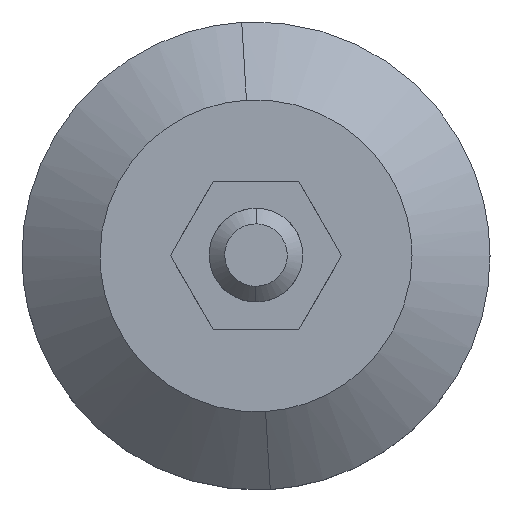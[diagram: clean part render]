
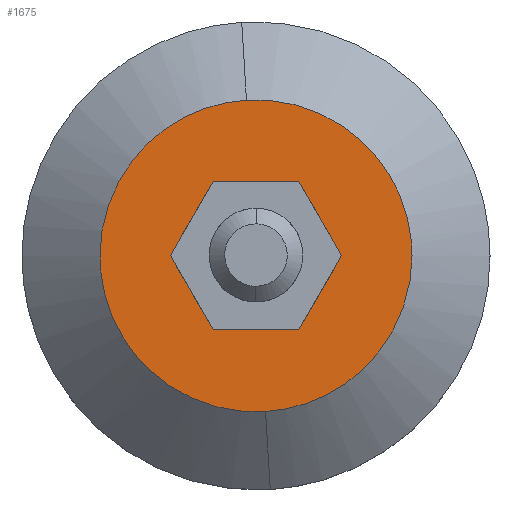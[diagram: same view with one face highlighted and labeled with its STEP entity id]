
A CAD part, top view. The second image highlights one B-rep face of the part: STEP entity #1675.
In plain terms, the highlighted free-form (B-spline) face has degree [1, 1] with [2, 2] control points.
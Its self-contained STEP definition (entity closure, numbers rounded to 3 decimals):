
#1432=CARTESIAN_POINT('',(-1.221,19.963,17.));
#1433=VERTEX_POINT('',#1432);
#1439=CARTESIAN_POINT('',(20.0,0.0,17.0));
#1440=VERTEX_POINT('',#1439);
#1441=CARTESIAN_POINT('',(-1.221,19.963,17.));
#1442=CARTESIAN_POINT('',(-0.611,20.,17.));
#1443=CARTESIAN_POINT('',(0.,20.,17.));
#1444=CARTESIAN_POINT('',(20.,20.,17.));
#1445=CARTESIAN_POINT('',(20.0,0.0,17.0));
#1453=(BOUNDED_CURVE()B_SPLINE_CURVE(2,(#1441,#1442,#1443,#1444,#1445),.UNSPECIFIED.,.F.,.U.)B_SPLINE_CURVE_WITH_KNOTS((3,2,3),(0.239,0.25,0.5),.UNSPECIFIED.)CURVE()GEOMETRIC_REPRESENTATION_ITEM()RATIONAL_B_SPLINE_CURVE((0.976,0.988,1.0,0.707,1.0))REPRESENTATION_ITEM(''));
#1454=EDGE_CURVE('',#1433,#1440,#1453,.T.);
#1456=CARTESIAN_POINT('',(1.221,-19.963,17.));
#1457=VERTEX_POINT('',#1456);
#1458=CARTESIAN_POINT('',(20.0,0.0,17.0));
#1459=CARTESIAN_POINT('',(20.,-18.814,17.));
#1460=CARTESIAN_POINT('',(1.221,-19.963,17.));
#1468=(BOUNDED_CURVE()B_SPLINE_CURVE(2,(#1458,#1459,#1460),.UNSPECIFIED.,.F.,.U.)B_SPLINE_CURVE_WITH_KNOTS((3,3),(0.5,0.739),.UNSPECIFIED.)CURVE()GEOMETRIC_REPRESENTATION_ITEM()RATIONAL_B_SPLINE_CURVE((1.0,0.72,0.976))REPRESENTATION_ITEM(''));
#1469=EDGE_CURVE('',#1440,#1457,#1468,.T.);
#1503=CARTESIAN_POINT('',(-20.0,0.0,17.0));
#1504=VERTEX_POINT('',#1503);
#1505=CARTESIAN_POINT('',(1.221,-19.963,17.));
#1506=CARTESIAN_POINT('',(0.611,-20.,17.));
#1507=CARTESIAN_POINT('',(0.,-20.,17.));
#1508=CARTESIAN_POINT('',(-20.,-20.,17.));
#1509=CARTESIAN_POINT('',(-20.0,0.0,17.0));
#1517=(BOUNDED_CURVE()B_SPLINE_CURVE(2,(#1505,#1506,#1507,#1508,#1509),.UNSPECIFIED.,.F.,.U.)B_SPLINE_CURVE_WITH_KNOTS((3,2,3),(0.739,0.75,1.0),.UNSPECIFIED.)CURVE()GEOMETRIC_REPRESENTATION_ITEM()RATIONAL_B_SPLINE_CURVE((0.976,0.988,1.0,0.707,1.0))REPRESENTATION_ITEM(''));
#1518=EDGE_CURVE('',#1457,#1504,#1517,.T.);
#1520=CARTESIAN_POINT('',(-20.0,0.0,17.0));
#1521=CARTESIAN_POINT('',(-20.,18.814,17.));
#1522=CARTESIAN_POINT('',(-1.221,19.963,17.));
#1530=(BOUNDED_CURVE()B_SPLINE_CURVE(2,(#1520,#1521,#1522),.UNSPECIFIED.,.F.,.U.)B_SPLINE_CURVE_WITH_KNOTS((3,3),(0.0,0.239),.UNSPECIFIED.)CURVE()GEOMETRIC_REPRESENTATION_ITEM()RATIONAL_B_SPLINE_CURVE((1.0,0.72,0.976))REPRESENTATION_ITEM(''));
#1531=EDGE_CURVE('',#1504,#1433,#1530,.T.);
#1556=CARTESIAN_POINT('',(0.366,-5.989,17.0));
#1557=VERTEX_POINT('',#1556);
#1563=CARTESIAN_POINT('',(6.0,0.0,17.0));
#1564=VERTEX_POINT('',#1563);
#1565=CARTESIAN_POINT('',(6.0,0.0,17.0));
#1566=CARTESIAN_POINT('',(6.,-5.644,17.));
#1567=CARTESIAN_POINT('',(0.366,-5.989,17.));
#1575=(BOUNDED_CURVE()B_SPLINE_CURVE(2,(#1565,#1566,#1567),.UNSPECIFIED.,.F.,.U.)B_SPLINE_CURVE_WITH_KNOTS((3,3),(0.5,0.739),.UNSPECIFIED.)CURVE()GEOMETRIC_REPRESENTATION_ITEM()RATIONAL_B_SPLINE_CURVE((1.0,0.72,0.976))REPRESENTATION_ITEM(''));
#1576=EDGE_CURVE('',#1564,#1557,#1575,.T.);
#1578=CARTESIAN_POINT('',(-0.366,5.989,17.0));
#1579=VERTEX_POINT('',#1578);
#1580=CARTESIAN_POINT('',(-0.366,5.989,17.));
#1581=CARTESIAN_POINT('',(-0.183,6.,17.0));
#1582=CARTESIAN_POINT('',(0.,6.,17.0));
#1583=CARTESIAN_POINT('',(6.,6.,17.));
#1584=CARTESIAN_POINT('',(6.0,0.0,17.0));
#1592=(BOUNDED_CURVE()B_SPLINE_CURVE(2,(#1580,#1581,#1582,#1583,#1584),.UNSPECIFIED.,.F.,.U.)B_SPLINE_CURVE_WITH_KNOTS((3,2,3),(0.239,0.25,0.5),.UNSPECIFIED.)CURVE()GEOMETRIC_REPRESENTATION_ITEM()RATIONAL_B_SPLINE_CURVE((0.976,0.988,1.0,0.707,1.0))REPRESENTATION_ITEM(''));
#1593=EDGE_CURVE('',#1579,#1564,#1592,.T.);
#1623=CARTESIAN_POINT('',(-6.0,0.0,17.0));
#1624=VERTEX_POINT('',#1623);
#1625=CARTESIAN_POINT('',(-6.0,0.0,17.0));
#1626=CARTESIAN_POINT('',(-6.,5.644,17.));
#1627=CARTESIAN_POINT('',(-0.366,5.989,17.));
#1635=(BOUNDED_CURVE()B_SPLINE_CURVE(2,(#1625,#1626,#1627),.UNSPECIFIED.,.F.,.U.)B_SPLINE_CURVE_WITH_KNOTS((3,3),(0.0,0.239),.UNSPECIFIED.)CURVE()GEOMETRIC_REPRESENTATION_ITEM()RATIONAL_B_SPLINE_CURVE((1.0,0.72,0.976))REPRESENTATION_ITEM(''));
#1636=EDGE_CURVE('',#1624,#1579,#1635,.T.);
#1638=CARTESIAN_POINT('',(0.366,-5.989,17.));
#1639=CARTESIAN_POINT('',(0.183,-6.,17.0));
#1640=CARTESIAN_POINT('',(0.,-6.,17.0));
#1641=CARTESIAN_POINT('',(-6.,-6.,17.));
#1642=CARTESIAN_POINT('',(-6.0,0.0,17.0));
#1650=(BOUNDED_CURVE()B_SPLINE_CURVE(2,(#1638,#1639,#1640,#1641,#1642),.UNSPECIFIED.,.F.,.U.)B_SPLINE_CURVE_WITH_KNOTS((3,2,3),(0.739,0.75,1.0),.UNSPECIFIED.)CURVE()GEOMETRIC_REPRESENTATION_ITEM()RATIONAL_B_SPLINE_CURVE((0.976,0.988,1.0,0.707,1.0))REPRESENTATION_ITEM(''));
#1651=EDGE_CURVE('',#1557,#1624,#1650,.T.);
#1658=CARTESIAN_POINT('',(-21.998,-21.998,17.0));
#1659=CARTESIAN_POINT('',(21.998,-21.998,17.0));
#1660=CARTESIAN_POINT('',(-21.998,21.998,17.0));
#1661=CARTESIAN_POINT('',(21.998,21.998,17.0));
#1662=B_SPLINE_SURFACE_WITH_KNOTS('',1,1,((#1658,#1660),(#1659,#1661)),.UNSPECIFIED.,.F.,.F.,.U.,(2,2),(2,2),(0.0,43.996),(0.0,43.995),.UNSPECIFIED.);
#1663=ORIENTED_EDGE('',*,*,#1518,.F.);
#1664=ORIENTED_EDGE('',*,*,#1469,.F.);
#1665=ORIENTED_EDGE('',*,*,#1454,.F.);
#1666=ORIENTED_EDGE('',*,*,#1531,.F.);
#1667=EDGE_LOOP('',(#1663,#1664,#1665,#1666));
#1668=FACE_OUTER_BOUND('',#1667,.T.);
#1669=ORIENTED_EDGE('',*,*,#1576,.T.);
#1670=ORIENTED_EDGE('',*,*,#1651,.T.);
#1671=ORIENTED_EDGE('',*,*,#1636,.T.);
#1672=ORIENTED_EDGE('',*,*,#1593,.T.);
#1673=EDGE_LOOP('',(#1669,#1670,#1671,#1672));
#1674=FACE_BOUND('',#1673,.T.);
#1675=ADVANCED_FACE('',(#1668,#1674),#1662,.T.);
